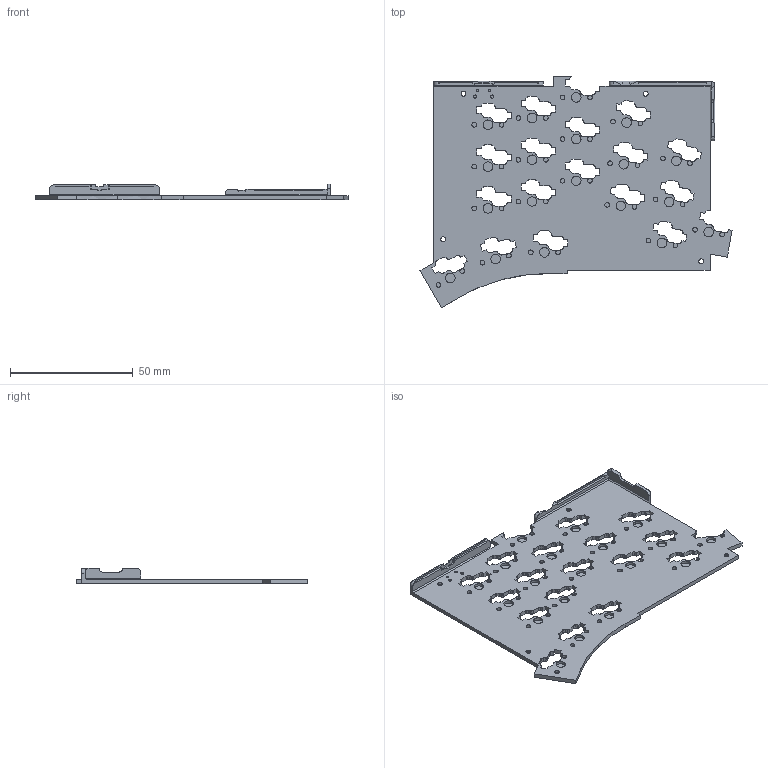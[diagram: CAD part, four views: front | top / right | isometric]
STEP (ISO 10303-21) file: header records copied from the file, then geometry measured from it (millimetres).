
FILE_DESCRIPTION (( 'STEP AP214' ), '1' );
FILE_NAME ('TOTEMcase_v08_6mm_BLE_Bottom_R_v2.STEP', '2024-11-06T07:59:02', ( '' ), ( '' ), 'SwSTEP 2.0', 'SolidWorks 2024', '' );
FILE_SCHEMA (( 'AUTOMOTIVE_DESIGN' ));
Length unit declared in the file: millimetre
Products named in the file (1): TOTEMcase_v08_6mm_BLE_Bottom_R_v2
Bounding box: 127.21 x 94.46 x 6.39 mm (x, y, z)
Volume: 13530.1 mm3; surface area: 18965 mm2
Topology: 1 solids, 1 shells, 964 faces, 2728 edges, 1808 vertices
Faces by surface type: plane 450, bspline 348, cylinder 152, cone 14
Entity records: 33412 total; most frequent: CARTESIAN_POINT 10524, ORIENTED_EDGE 5456, DIRECTION 3573, EDGE_CURVE 2728, VERTEX_POINT 1808, VECTOR 1719, LINE 1719, EDGE_LOOP 1048
